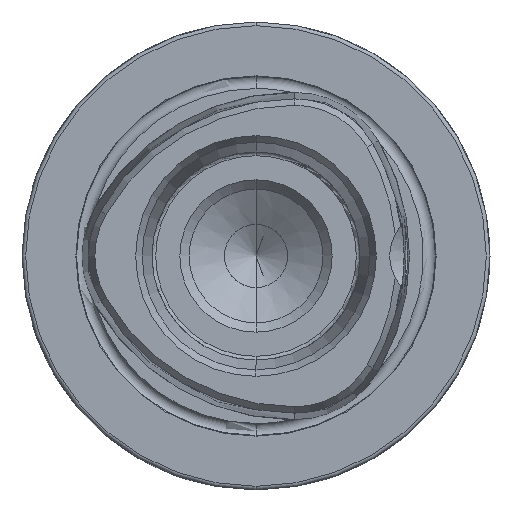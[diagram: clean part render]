
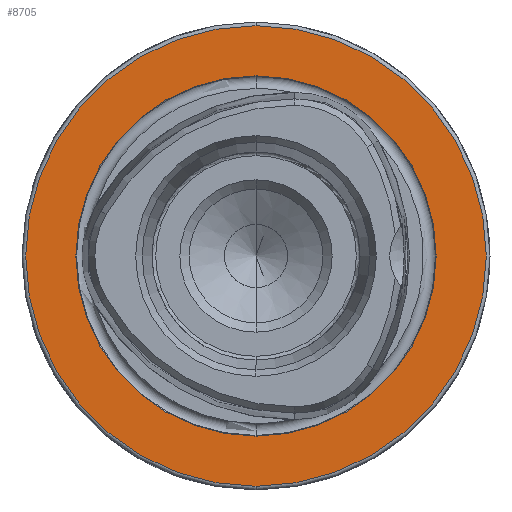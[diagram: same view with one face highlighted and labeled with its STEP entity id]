
A CAD part, left-side view. The second image highlights one B-rep face of the part: STEP entity #8705.
In plain terms, the highlighted planar face has unit normal (-1, 0, 0).
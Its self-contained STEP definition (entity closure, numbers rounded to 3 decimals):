
#190 = CIRCLE ( 'NONE', #8796, 31. ) ;
#629 = CARTESIAN_POINT ( 'NONE',  ( 0., 0., -31. ) ) ;
#637 = CARTESIAN_POINT ( 'NONE',  ( 0., 0., 24.25 ) ) ;
#680 = CARTESIAN_POINT ( 'NONE',  ( 0., 0., -24.25 ) ) ;
#779 = CARTESIAN_POINT ( 'NONE',  ( 0., 0., 31. ) ) ;
#1168 = CIRCLE ( 'NONE', #8769, 24.25 ) ;
#1369 = CIRCLE ( 'NONE', #8830, 31. ) ;
#1416 = DIRECTION ( 'NONE',  ( -1., 0., 0. ) ) ;
#1421 = CARTESIAN_POINT ( 'NONE',  ( 0., 0., 0. ) ) ;
#1427 = DIRECTION ( 'NONE',  ( 0., 0., 1. ) ) ;
#1486 = AXIS2_PLACEMENT_3D ( 'NONE', #1787, #1791, #1792 ) ;
#1516 = AXIS2_PLACEMENT_3D ( 'NONE', #1843, #1844, #1845 ) ;
#1787 = CARTESIAN_POINT ( 'NONE',  ( 0., 24.25, 0. ) ) ;
#1789 = PLANE ( 'NONE',  #1486 ) ;
#1791 = DIRECTION ( 'NONE',  ( 1., 0., 0. ) ) ;
#1792 = DIRECTION ( 'NONE',  ( 0., 0., -1. ) ) ;
#1843 = CARTESIAN_POINT ( 'NONE',  ( 0., 0., 0. ) ) ;
#1844 = DIRECTION ( 'NONE',  ( -1., 0., 0. ) ) ;
#1845 = DIRECTION ( 'NONE',  ( 0., 0., 1. ) ) ;
#2387 = CARTESIAN_POINT ( 'NONE',  ( 0., 0., 0. ) ) ;
#2548 = DIRECTION ( 'NONE',  ( -1., 0., 0. ) ) ;
#2559 = DIRECTION ( 'NONE',  ( 0., 0., 1. ) ) ;
#3284 = EDGE_LOOP ( 'NONE', ( #7696, #4129 ) ) ;
#3330 = EDGE_LOOP ( 'NONE', ( #3414, #7688 ) ) ;
#3414 = ORIENTED_EDGE ( 'NONE', *, *, #6725, .F. ) ;
#4129 = ORIENTED_EDGE ( 'NONE', *, *, #4377, .T. ) ;
#4377 = EDGE_CURVE ( 'NONE', #7357, #7520, #190, .T. ) ;
#5846 = FACE_BOUND ( 'NONE', #3330, .T. ) ;
#5861 = FACE_OUTER_BOUND ( 'NONE', #3284, .T. ) ;
#5869 = CIRCLE ( 'NONE', #1516, 24.25 ) ;
#6053 = CARTESIAN_POINT ( 'NONE',  ( 0., 0., 0. ) ) ;
#6063 = DIRECTION ( 'NONE',  ( 0., 0., 1. ) ) ;
#6065 = DIRECTION ( 'NONE',  ( -1., 0., 0. ) ) ;
#6725 = EDGE_CURVE ( 'NONE', #7388, #7420, #1168, .T. ) ;
#7093 = EDGE_CURVE ( 'NONE', #7520, #7357, #1369, .T. ) ;
#7357 = VERTEX_POINT ( 'NONE', #629 ) ;
#7388 = VERTEX_POINT ( 'NONE', #637 ) ;
#7420 = VERTEX_POINT ( 'NONE', #680 ) ;
#7520 = VERTEX_POINT ( 'NONE', #779 ) ;
#7688 = ORIENTED_EDGE ( 'NONE', *, *, #8933, .F. ) ;
#7696 = ORIENTED_EDGE ( 'NONE', *, *, #7093, .T. ) ;
#8705 = ADVANCED_FACE ( 'NONE', ( #5846, #5861 ), #1789, .F. ) ;
#8769 = AXIS2_PLACEMENT_3D ( 'NONE', #6053, #6065, #6063 ) ;
#8796 = AXIS2_PLACEMENT_3D ( 'NONE', #2387, #2548, #2559 ) ;
#8830 = AXIS2_PLACEMENT_3D ( 'NONE', #1421, #1416, #1427 ) ;
#8933 = EDGE_CURVE ( 'NONE', #7420, #7388, #5869, .T. ) ;
